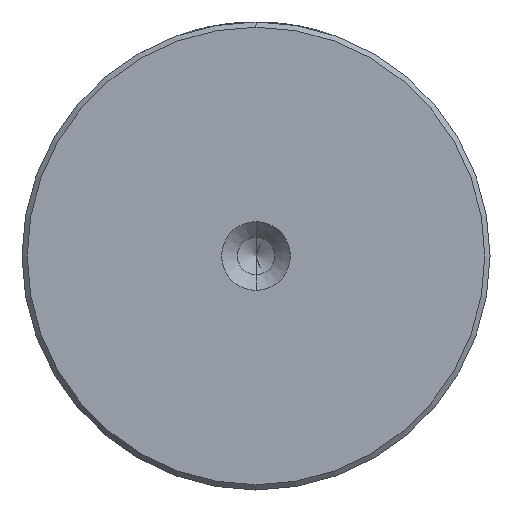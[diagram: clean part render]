
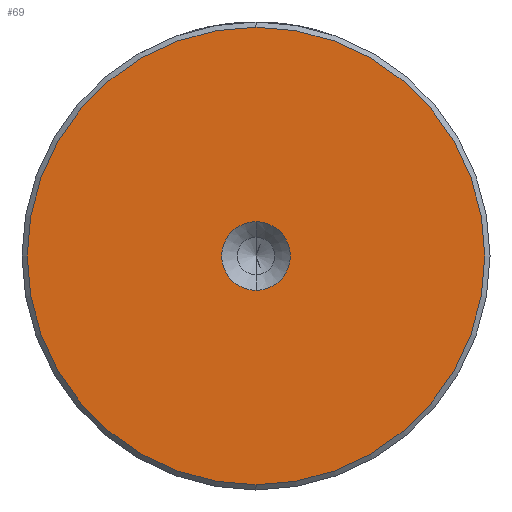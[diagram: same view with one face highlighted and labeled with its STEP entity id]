
A CAD part, left-side view. The second image highlights one B-rep face of the part: STEP entity #69.
In plain terms, the highlighted planar face has unit normal (-1, 0, 0).
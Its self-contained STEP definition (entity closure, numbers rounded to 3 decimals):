
#69 = ADVANCED_FACE ( 'NONE', ( #2519, #1176 ), #3138, .T. ) ;
#97 = CARTESIAN_POINT ( 'NONE',  ( 0., 0., 0. ) ) ;
#111 = EDGE_LOOP ( 'NONE', ( #954, #2212 ) ) ;
#196 = AXIS2_PLACEMENT_3D ( 'NONE', #1837, #326, #2098 ) ;
#202 = AXIS2_PLACEMENT_3D ( 'NONE', #2636, #1113, #2906 ) ;
#218 = CARTESIAN_POINT ( 'NONE',  ( 0., 0., 0. ) ) ;
#240 = VERTEX_POINT ( 'NONE', #2714 ) ;
#247 = AXIS2_PLACEMENT_3D ( 'NONE', #692, #2449, #944 ) ;
#326 = DIRECTION ( 'NONE',  ( -1., 0., 0. ) ) ;
#354 = DIRECTION ( 'NONE',  ( 0., 0., 1. ) ) ;
#469 = DIRECTION ( 'NONE',  ( 0., 0., 1. ) ) ;
#639 = VERTEX_POINT ( 'NONE', #1324 ) ;
#677 = VERTEX_POINT ( 'NONE', #2597 ) ;
#692 = CARTESIAN_POINT ( 'NONE',  ( 0., 0., 0. ) ) ;
#944 = DIRECTION ( 'NONE',  ( 0., 0., 1. ) ) ;
#954 = ORIENTED_EDGE ( 'NONE', *, *, #1258, .T. ) ;
#1078 = AXIS2_PLACEMENT_3D ( 'NONE', #218, #1984, #469 ) ;
#1113 = DIRECTION ( 'NONE',  ( -1., 0., 0. ) ) ;
#1176 = FACE_BOUND ( 'NONE', #2251, .T. ) ;
#1258 = EDGE_CURVE ( 'NONE', #639, #240, #2602, .T. ) ;
#1324 = CARTESIAN_POINT ( 'NONE',  ( 0., 0., -22. ) ) ;
#1328 = EDGE_CURVE ( 'NONE', #240, #639, #3128, .T. ) ;
#1790 = AXIS2_PLACEMENT_3D ( 'NONE', #97, #1869, #354 ) ;
#1818 = VERTEX_POINT ( 'NONE', #2009 ) ;
#1837 = CARTESIAN_POINT ( 'NONE',  ( 0., 0., 0. ) ) ;
#1869 = DIRECTION ( 'NONE',  ( -1., 0., 0. ) ) ;
#1901 = ORIENTED_EDGE ( 'NONE', *, *, #2091, .F. ) ;
#1984 = DIRECTION ( 'NONE',  ( -1., 0., 0. ) ) ;
#2009 = CARTESIAN_POINT ( 'NONE',  ( 0., 0., 3.3 ) ) ;
#2091 = EDGE_CURVE ( 'NONE', #677, #1818, #2892, .T. ) ;
#2098 = DIRECTION ( 'NONE',  ( 0., 0., 1. ) ) ;
#2212 = ORIENTED_EDGE ( 'NONE', *, *, #1328, .T. ) ;
#2251 = EDGE_LOOP ( 'NONE', ( #2555, #1901 ) ) ;
#2449 = DIRECTION ( 'NONE',  ( -1., 0., 0. ) ) ;
#2519 = FACE_OUTER_BOUND ( 'NONE', #111, .T. ) ;
#2528 = CIRCLE ( 'NONE', #202, 3.3 ) ;
#2555 = ORIENTED_EDGE ( 'NONE', *, *, #3314, .F. ) ;
#2597 = CARTESIAN_POINT ( 'NONE',  ( 0., 0., -3.3 ) ) ;
#2602 = CIRCLE ( 'NONE', #247, 22. ) ;
#2636 = CARTESIAN_POINT ( 'NONE',  ( 0., 0., 0. ) ) ;
#2714 = CARTESIAN_POINT ( 'NONE',  ( 0., 0., 22. ) ) ;
#2892 = CIRCLE ( 'NONE', #196, 3.3 ) ;
#2906 = DIRECTION ( 'NONE',  ( 0., 0., 1. ) ) ;
#3128 = CIRCLE ( 'NONE', #1078, 22. ) ;
#3138 = PLANE ( 'NONE',  #1790 ) ;
#3314 = EDGE_CURVE ( 'NONE', #1818, #677, #2528, .T. ) ;
